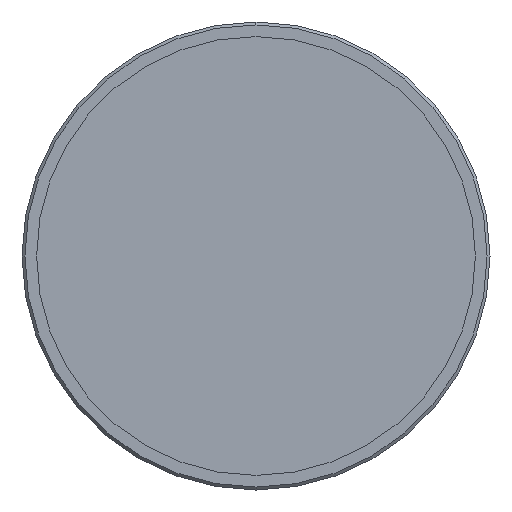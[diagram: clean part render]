
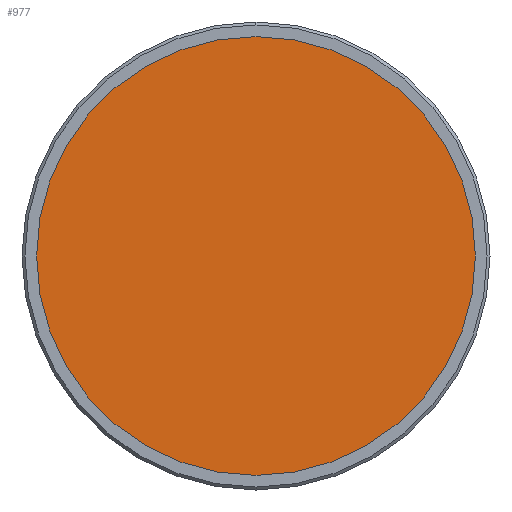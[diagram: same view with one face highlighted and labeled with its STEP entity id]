
A CAD part, left-side view. The second image highlights one B-rep face of the part: STEP entity #977.
In plain terms, the highlighted planar face has unit normal (-1, 0, 0).
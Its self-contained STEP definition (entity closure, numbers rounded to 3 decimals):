
#25 = DIRECTION ( 'NONE',  ( -1., 0., 0. ) ) ;
#32 = FACE_OUTER_BOUND ( 'NONE', #305, .T. ) ;
#41 = ORIENTED_EDGE ( 'NONE', *, *, #1659, .T. ) ;
#150 = CIRCLE ( 'NONE', #1303, 15. ) ;
#305 = EDGE_LOOP ( 'NONE', ( #1125, #41 ) ) ;
#350 = DIRECTION ( 'NONE',  ( 0., 0., 1. ) ) ;
#420 = CIRCLE ( 'NONE', #1962, 15. ) ;
#472 = VERTEX_POINT ( 'NONE', #1604 ) ;
#517 = CARTESIAN_POINT ( 'NONE',  ( 3., 0., 0. ) ) ;
#600 = VERTEX_POINT ( 'NONE', #736 ) ;
#736 = CARTESIAN_POINT ( 'NONE',  ( 3., 0., -15. ) ) ;
#831 = DIRECTION ( 'NONE',  ( -1., 0., 0. ) ) ;
#977 = ADVANCED_FACE ( 'NONE', ( #32 ), #1413, .T. ) ;
#988 = EDGE_CURVE ( 'NONE', #472, #600, #150, .T. ) ;
#1116 = DIRECTION ( 'NONE',  ( 0., 0., 1. ) ) ;
#1125 = ORIENTED_EDGE ( 'NONE', *, *, #988, .T. ) ;
#1259 = CARTESIAN_POINT ( 'NONE',  ( 3., 0., 0. ) ) ;
#1303 = AXIS2_PLACEMENT_3D ( 'NONE', #517, #831, #1116 ) ;
#1413 = PLANE ( 'NONE',  #1959 ) ;
#1601 = DIRECTION ( 'NONE',  ( -1., 0., 0. ) ) ;
#1604 = CARTESIAN_POINT ( 'NONE',  ( 3., 0., 15. ) ) ;
#1659 = EDGE_CURVE ( 'NONE', #600, #472, #420, .T. ) ;
#1759 = CARTESIAN_POINT ( 'NONE',  ( 3., 0., 0. ) ) ;
#1904 = DIRECTION ( 'NONE',  ( 0., 0., 1. ) ) ;
#1959 = AXIS2_PLACEMENT_3D ( 'NONE', #1759, #1601, #350 ) ;
#1962 = AXIS2_PLACEMENT_3D ( 'NONE', #1259, #25, #1904 ) ;
